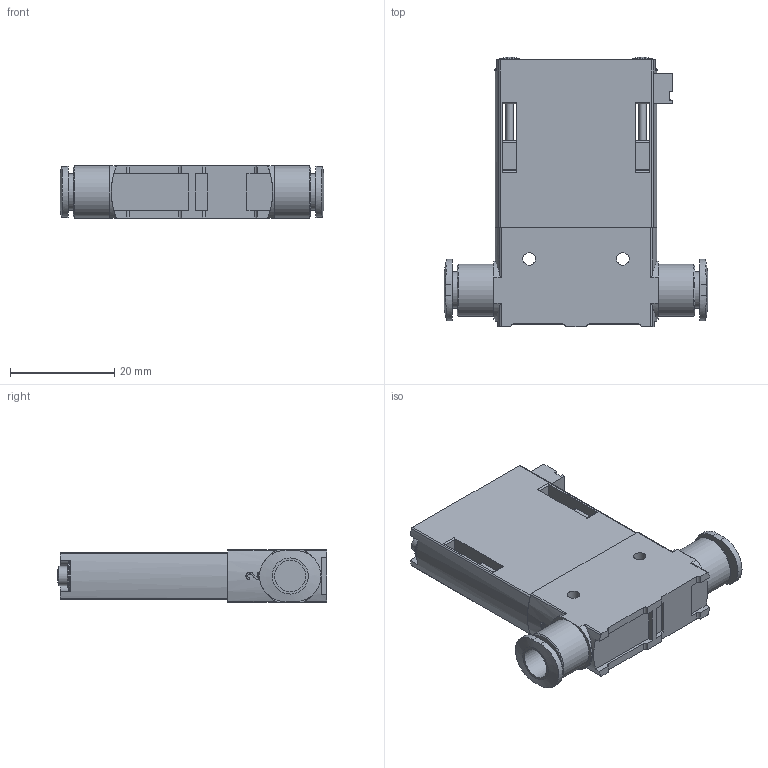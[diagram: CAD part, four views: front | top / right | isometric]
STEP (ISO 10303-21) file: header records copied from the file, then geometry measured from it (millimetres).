
FILE_DESCRIPTION(/* description */ ('STEP AP214'),/* implementation_level */ '2;1');
FILE_NAME(/* name */ '567793_MHJ9-QS-6-HF_LP',/* time_stamp */ '2024-09-06T14:46:49+02:00',/* author */ ('License CC BY-ND 4.0'),/* organization */ ('CADENAS'),/* preprocessor_version */ 'ST-DEVELOPER v19.3',/* originating_system */ 'PARTsolutions',/* authorisation */ ' ');
FILE_SCHEMA (('AUTOMOTIVE_DESIGN {1 0 10303 214 3 1 1}'));
Length unit declared in the file: millimetre
Products named in the file (6): 567793 MHJ9-QS-6-HF/LP; 711069 MHJ9-MF; 726715 5.7x2.2x0.3; 726717 5.5x2.2x0.2; 726750 REM-F-2X36-10.9; 717991 MHJ9-QS-4_(9.5)
Assembly tree (8 placements, depth 2):
  567793 MHJ9-QS-6-HF/LP
    711069 MHJ9-MF
    726715 5.7x2.2x0.3  x2
    726717 5.5x2.2x0.2  x2
    726750 REM-F-2X36-10.9  x2
    717991 MHJ9-QS-4_(9.5)
Bounding box: 50.6 x 51.71 x 10 mm (x, y, z)
Volume: 14759.4 mm3; surface area: 8117.1 mm2
Topology: 8 solids, 8 shells, 274 faces, 691 edges, 452 vertices
Faces by surface type: plane 145, cylinder 113, cone 14, sphere 2
Full cylindrical faces by diameter (mm): 1.45 x2, 1.65 x2, 2 x4, 2.2 x4, 2.4 x6, 3 x2, 3.2 x2, 3.7 x2, 5.5 x2, 5.7 x2, 6 x2, 7 x2, 10 x2
Entity records: 8959 total; most frequent: CARTESIAN_POINT 1388, DIRECTION 1248, ORIENTED_EDGE 1166, EDGE_CURVE 583, AXIS2_PLACEMENT_3D 446, VERTEX_POINT 406, LINE 356, VECTOR 356
